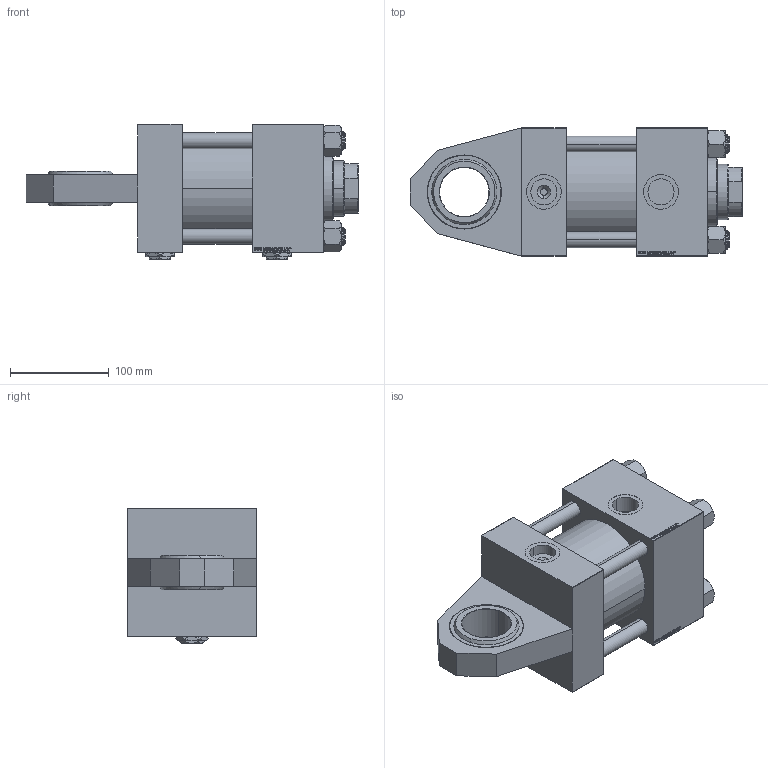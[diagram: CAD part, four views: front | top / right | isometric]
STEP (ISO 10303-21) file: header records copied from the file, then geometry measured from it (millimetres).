
FILE_DESCRIPTION (( 'STEP AP203' ), '1' );
FILE_NAME ('476b.STEP', '2023-08-23T18:17:47', ( '' ), ( '' ), 'SwSTEP 2.0', 'SolidWorks 2019', '' );
FILE_SCHEMA (( 'CONFIG_CONTROL_DESIGN' ));
Length unit declared in the file: millimetre
Products named in the file (8): 476b; V215CR_J_VNITRNI_KROUZEK 8e41bdf58ddcf88c4e4b06be655f089a; V215CR_TYCINKA_J 8e41bdf58ddcf88c4e4b06be655f089a; V215CR_J_Body 8e41bdf58ddcf88c4e4b06be655f089a; V215_VC_A 8e41bdf58ddcf88c4e4b06be655f089a; V215CR_VCP_J 8e41bdf58ddcf88c4e4b06be655f089a; Zatka_pro_OIL_PORT 8e41bdf58ddcf88c4e4b06be655f089a; NUT_M5_J 8e41bdf58ddcf88c4e4b06be655f089a
Assembly tree (14 placements, depth 2):
  476b
    V215CR_J_Body 8e41bdf58ddcf88c4e4b06be655f089a
    V215CR_J_VNITRNI_KROUZEK 8e41bdf58ddcf88c4e4b06be655f089a
    V215CR_VCP_J 8e41bdf58ddcf88c4e4b06be655f089a
    V215CR_TYCINKA_J 8e41bdf58ddcf88c4e4b06be655f089a  x4
    NUT_M5_J 8e41bdf58ddcf88c4e4b06be655f089a  x4
    V215_VC_A 8e41bdf58ddcf88c4e4b06be655f089a
    Zatka_pro_OIL_PORT 8e41bdf58ddcf88c4e4b06be655f089a  x2
Bounding box: 336 x 130 x 137 mm (x, y, z)
Volume: 2737026.5 mm3; surface area: 386388.6 mm2
Topology: 14 solids, 14 shells, 1294 faces, 3248 edges, 2103 vertices
Faces by surface type: plane 612, bspline 392, cone 170, cylinder 100, torus 20
Entity records: 52716 total; most frequent: CARTESIAN_POINT 27795, ORIENTED_EDGE 5568, DIRECTION 3644, EDGE_CURVE 2784, VERTEX_POINT 1823, VECTOR 1620, LINE 1620, EDGE_LOOP 1233
